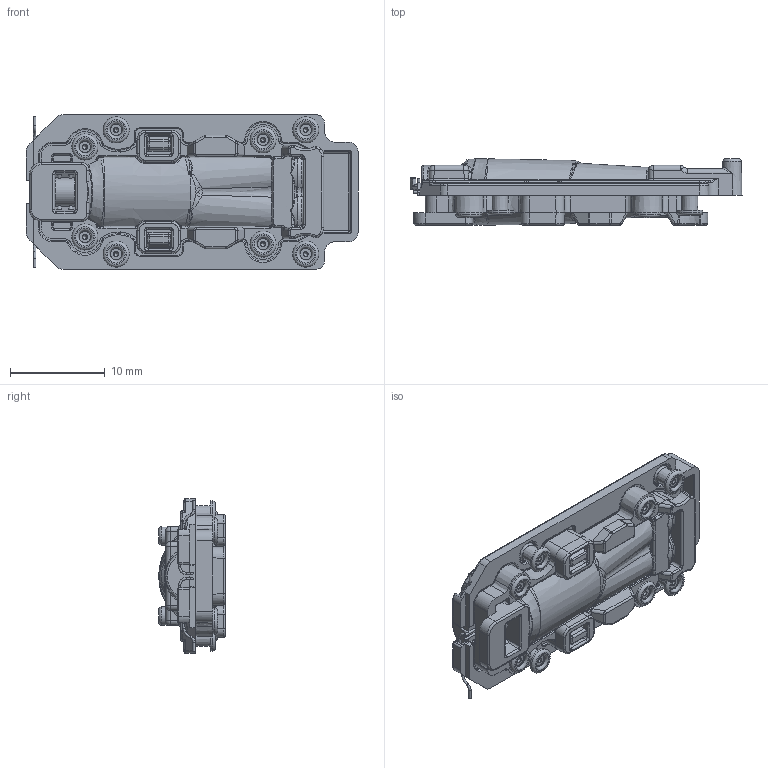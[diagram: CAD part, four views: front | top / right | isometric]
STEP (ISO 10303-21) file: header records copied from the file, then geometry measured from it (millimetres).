
FILE_DESCRIPTION(/* description */ (''),/* implementation_level */ '2;1');
FILE_NAME(/* name */ 'sensor.step',/* time_stamp */ '2020-12-24T22:49:25+10:00',/* author */ (''),/* organization */ (''),/* preprocessor_version */ 'ST-DEVELOPER v18.1',/* originating_system */ 'Autodesk Translation Framework v9.7.1.1290',/* authorisation */ '');
FILE_SCHEMA (('AUTOMOTIVE_DESIGN { 1 0 10303 214 3 1 1 }'));
Products named in the file (1): FusionComponent
Bounding box: 35.03 x 7 x 16.34 mm (x, y, z)
Volume: 1920.5 mm3; surface area: 2874.9 mm2
Topology: 3 solids, 4 shells, 1441 faces, 3507 edges, 2033 vertices
Faces by surface type: cylinder 471, bspline 463, plane 302, torus 83, sphere 66, cone 56
Full cylindrical faces by diameter (mm): 0.15 x4, 0.25 x8, 1.3 x8, 2.6 x1, 2.75 x8, 3 x1
Entity records: 55276 total; most frequent: CARTESIAN_POINT 23605, ORIENTED_EDGE 6846, DIRECTION 6584, EDGE_CURVE 3423, AXIS2_PLACEMENT_3D 2692, VERTEX_POINT 2033, EDGE_LOOP 1504, FACE_OUTER_BOUND 1441
